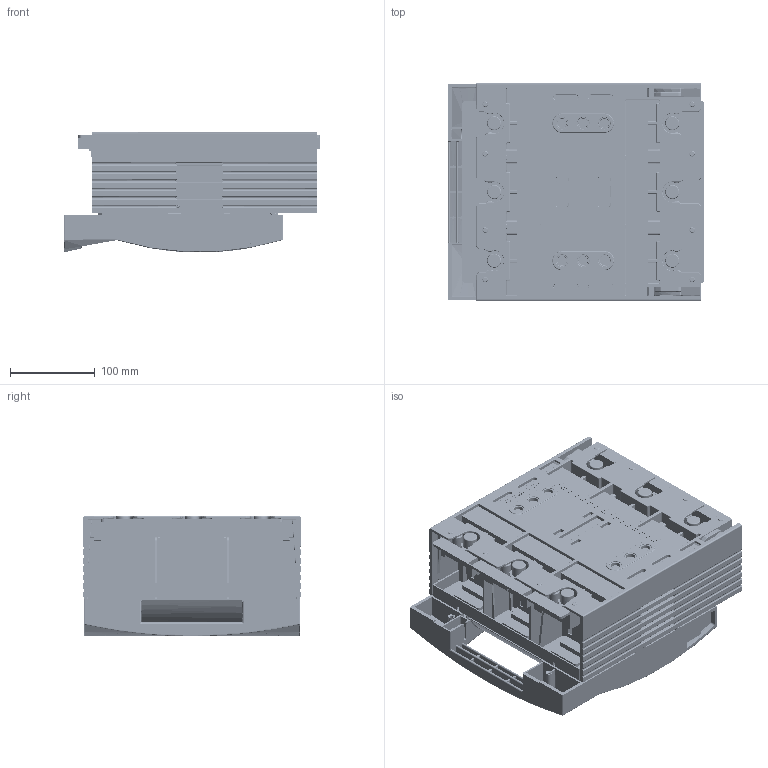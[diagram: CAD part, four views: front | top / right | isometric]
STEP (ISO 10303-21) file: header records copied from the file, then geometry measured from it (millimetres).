
FILE_DESCRIPTION (( 'STEP AP214' ), '1' );
FILE_NAME ('DNH1-630_30__?????_???.STEP', '2026-01-19T16:08:44', ( '' ), ( '' ), 'SwSTEP 2.0', 'SolidWorks 2022', '' );
FILE_SCHEMA (( 'AUTOMOTIVE_DESIGN' ));
Products named in the file (1): DNH1-630_30__简易总装图_老外观
Bounding box: 302 x 256 x 142.49 mm (x, y, z)
Volume: 6020430.3 mm3; surface area: 894081.4 mm2
Topology: 1 solids, 12 shells, 6806 faces, 17883 edges, 11136 vertices
Faces by surface type: plane 2622, cylinder 2273, torus 814, bspline 701, sphere 268, cone 128
Entity records: 270998 total; most frequent: CARTESIAN_POINT 106612, ORIENTED_EDGE 35744, DIRECTION 33433, EDGE_CURVE 17872, AXIS2_PLACEMENT_3D 11923, VERTEX_POINT 11134, LINE 9587, VECTOR 9587
